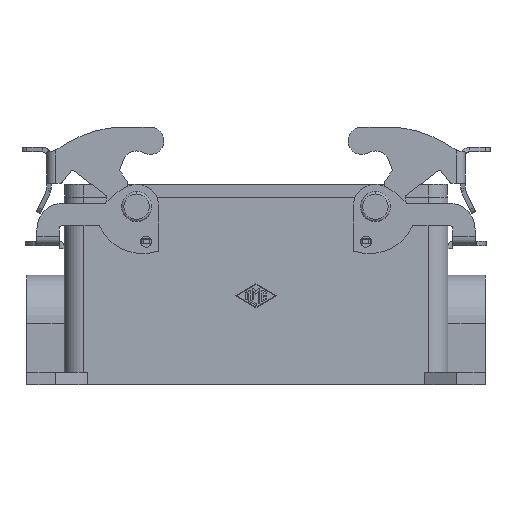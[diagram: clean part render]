
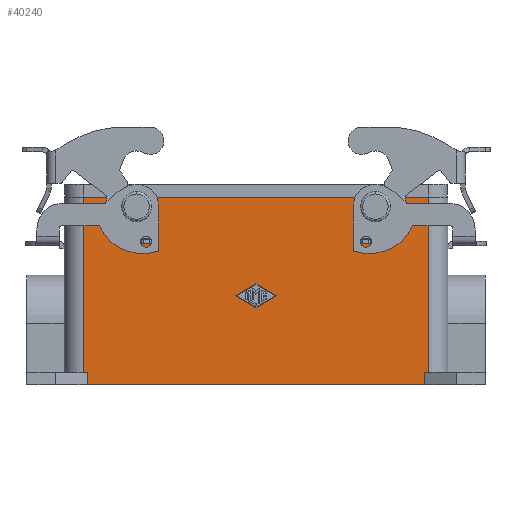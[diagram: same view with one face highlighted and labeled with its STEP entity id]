
A CAD part, front view. The second image highlights one B-rep face of the part: STEP entity #40240.
In plain terms, the highlighted planar face has unit normal (0, -1, 0).
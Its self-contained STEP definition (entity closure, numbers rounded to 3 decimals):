
#13320=CARTESIAN_POINT('',(0.,-22.25,1.5)
);
#13330=VERTEX_POINT('',#13320);
#13380=CARTESIAN_POINT('',(0.,-22.25,0.));
#13390=DIRECTION('',(0.,1.,0.));
#13400=DIRECTION('',(0.,0.,1.));
#13410=AXIS2_PLACEMENT_3D('',#13380,#13390,#13400);
#13420=CIRCLE('',#13410,1.5);
#13430=CARTESIAN_POINT('',(0.,-22.25,
-1.5));
#13440=VERTEX_POINT('',#13430);
#13450=EDGE_CURVE('',#13330,#13440,#13420,.T.);
#18900=CARTESIAN_POINT('',(-75.,-22.25,1.5));
#18910=VERTEX_POINT('',#18900);
#19090=CARTESIAN_POINT('',(-75.,-22.25,-1.5));
#19100=VERTEX_POINT('',#19090);
#19130=CARTESIAN_POINT('',(-75.,-22.25,0.));
#19140=DIRECTION('',(0.,1.,0.));
#19150=DIRECTION('',(0.,0.,1.));
#19160=AXIS2_PLACEMENT_3D('',#19130,#19140,#19150);
#19170=CIRCLE('',#19160,1.5);
#19180=EDGE_CURVE('',#19100,#18910,#19170,.T.);
#31660=CARTESIAN_POINT('',(-37.5,-22.25,-31.749));
#31670=VERTEX_POINT('',#31660);
#31720=CARTESIAN_POINT('',(-37.5,-22.25,-31.749));
#31730=DIRECTION('',(-0.866,0.,0.5));
#31740=VECTOR('',#31730,7.504);
#31750=LINE('',#31720,#31740);
#31760=CARTESIAN_POINT('',(-44.,-22.25,-28.));
#31770=VERTEX_POINT('',#31760);
#31780=EDGE_CURVE('',#31670,#31770,#31750,.T.);
#32060=CARTESIAN_POINT('',(-31.,-22.25,-28.));
#32070=VERTEX_POINT('',#32060);
#32120=CARTESIAN_POINT('',(-31.,-22.25,-28.));
#32130=DIRECTION('',(-0.866,0.,-0.5));
#32140=VECTOR('',#32130,7.504);
#32150=LINE('',#32120,#32140);
#32160=EDGE_CURVE('',#32070,#31670,#32150,.T.);
#32370=CARTESIAN_POINT('',(-37.5,-22.25,-24.251));
#32380=VERTEX_POINT('',#32370);
#32430=CARTESIAN_POINT('',(-37.5,-22.25,-24.251));
#32440=DIRECTION('',(0.866,0.,-0.5));
#32450=VECTOR('',#32440,7.504);
#32460=LINE('',#32430,#32450);
#32470=EDGE_CURVE('',#32380,#32070,#32460,.T.);
#32650=CARTESIAN_POINT('',(-44.,-22.25,-28.));
#32660=DIRECTION('',(0.866,0.,0.5));
#32670=VECTOR('',#32660,7.504);
#32680=LINE('',#32650,#32670);
#32690=EDGE_CURVE('',#31770,#32380,#32680,.T.);
#39370=CARTESIAN_POINT('',(15.5,-22.25,-56.));
#39380=DIRECTION('',(0.,-1.,0.));
#39390=DIRECTION('',(0.,0.,-1.));
#39400=AXIS2_PLACEMENT_3D('',#39370,#39380,#39390);
#39410=PLANE('',#39400);
#39420=CARTESIAN_POINT('',(-90.5,-22.25,-52.));
#39430=DIRECTION('',(-1.,0.,0.));
#39440=VECTOR('',#39430,1.25);
#39450=LINE('',#39420,#39440);
#39460=CARTESIAN_POINT('',(-90.5,-22.25,-52.));
#39470=VERTEX_POINT('',#39460);
#39480=CARTESIAN_POINT('',(-91.75,-22.25,-52.));
#39490=VERTEX_POINT('',#39480);
#39500=EDGE_CURVE('',#39470,#39490,#39450,.T.);
#39510=ORIENTED_EDGE('',*,*,#39500,.F.);
#39520=CARTESIAN_POINT('',(-91.75,-22.25,-52.));
#39530=DIRECTION('',(0.,0.,1.));
#39540=VECTOR('',#39530,55.);
#39550=LINE('',#39520,#39540);
#39560=CARTESIAN_POINT('',(-91.75,-22.25,3.));
#39570=VERTEX_POINT('',#39560);
#39580=EDGE_CURVE('',#39490,#39570,#39550,.T.);
#39590=ORIENTED_EDGE('',*,*,#39580,.F.);
#39600=CARTESIAN_POINT('',(16.75,-22.25,3.));
#39610=DIRECTION('',(-1.,0.,0.));
#39620=VECTOR('',#39610,108.5);
#39630=LINE('',#39600,#39620);
#39640=CARTESIAN_POINT('',(16.75,-22.25,3.));
#39650=VERTEX_POINT('',#39640);
#39660=EDGE_CURVE('',#39650,#39570,#39630,.T.);
#39670=ORIENTED_EDGE('',*,*,#39660,.T.);
#39680=CARTESIAN_POINT('',(16.75,-22.25,-52.));
#39690=DIRECTION('',(0.,0.,1.));
#39700=VECTOR('',#39690,55.);
#39710=LINE('',#39680,#39700);
#39720=CARTESIAN_POINT('',(16.75,-22.25,-52.));
#39730=VERTEX_POINT('',#39720);
#39740=EDGE_CURVE('',#39730,#39650,#39710,.T.);
#39750=ORIENTED_EDGE('',*,*,#39740,.T.);
#39760=CARTESIAN_POINT('',(16.75,-22.25,-52.));
#39770=DIRECTION('',(-1.,0.,0.));
#39780=VECTOR('',#39770,1.25);
#39790=LINE('',#39760,#39780);
#39800=CARTESIAN_POINT('',(15.5,-22.25,-52.));
#39810=VERTEX_POINT('',#39800);
#39820=EDGE_CURVE('',#39730,#39810,#39790,.T.);
#39830=ORIENTED_EDGE('',*,*,#39820,.F.);
#39840=CARTESIAN_POINT('',(15.5,-22.25,-56.));
#39850=DIRECTION('',(0.,0.,1.));
#39860=VECTOR('',#39850,4.);
#39870=LINE('',#39840,#39860);
#39880=CARTESIAN_POINT('',(15.5,-22.25,-56.));
#39890=VERTEX_POINT('',#39880);
#39900=EDGE_CURVE('',#39890,#39810,#39870,.T.);
#39910=ORIENTED_EDGE('',*,*,#39900,.T.);
#39920=CARTESIAN_POINT('',(15.5,-22.25,-56.));
#39930=DIRECTION('',(-1.,0.,0.));
#39940=VECTOR('',#39930,106.);
#39950=LINE('',#39920,#39940);
#39960=CARTESIAN_POINT('',(-90.5,-22.25,-56.));
#39970=VERTEX_POINT('',#39960);
#39980=EDGE_CURVE('',#39890,#39970,#39950,.T.);
#39990=ORIENTED_EDGE('',*,*,#39980,.F.);
#40000=CARTESIAN_POINT('',(-90.5,-22.25,-56.));
#40010=DIRECTION('',(0.,0.,1.));
#40020=VECTOR('',#40010,4.);
#40030=LINE('',#40000,#40020);
#40040=EDGE_CURVE('',#39970,#39470,#40030,.T.);
#40050=ORIENTED_EDGE('',*,*,#40040,.F.);
#40060=EDGE_LOOP('',(#40050,#39990,#39910,#39830,#39750,#39670,#39590,
#39510));
#40070=FACE_OUTER_BOUND('',#40060,.T.);
#40080=ORIENTED_EDGE('',*,*,#13450,.T.);
#40090=EDGE_CURVE('',#13440,#13330,#13420,.T.);
#40100=ORIENTED_EDGE('',*,*,#40090,.T.);
#40110=EDGE_LOOP('',(#40100,#40080));
#40120=FACE_BOUND('',#40110,.T.);
#40130=EDGE_CURVE('',#18910,#19100,#19170,.T.);
#40140=ORIENTED_EDGE('',*,*,#40130,.T.);
#40150=ORIENTED_EDGE('',*,*,#19180,.T.);
#40160=EDGE_LOOP('',(#40150,#40140));
#40170=FACE_BOUND('',#40160,.T.);
#40180=ORIENTED_EDGE('',*,*,#32160,.T.);
#40190=ORIENTED_EDGE('',*,*,#32470,.T.);
#40200=ORIENTED_EDGE('',*,*,#32690,.T.);
#40210=ORIENTED_EDGE('',*,*,#31780,.T.);
#40220=EDGE_LOOP('',(#40210,#40200,#40190,#40180));
#40230=FACE_BOUND('',#40220,.T.);
#40240=ADVANCED_FACE('',(#40070,#40120,#40170,#40230),#39410,.T.);
